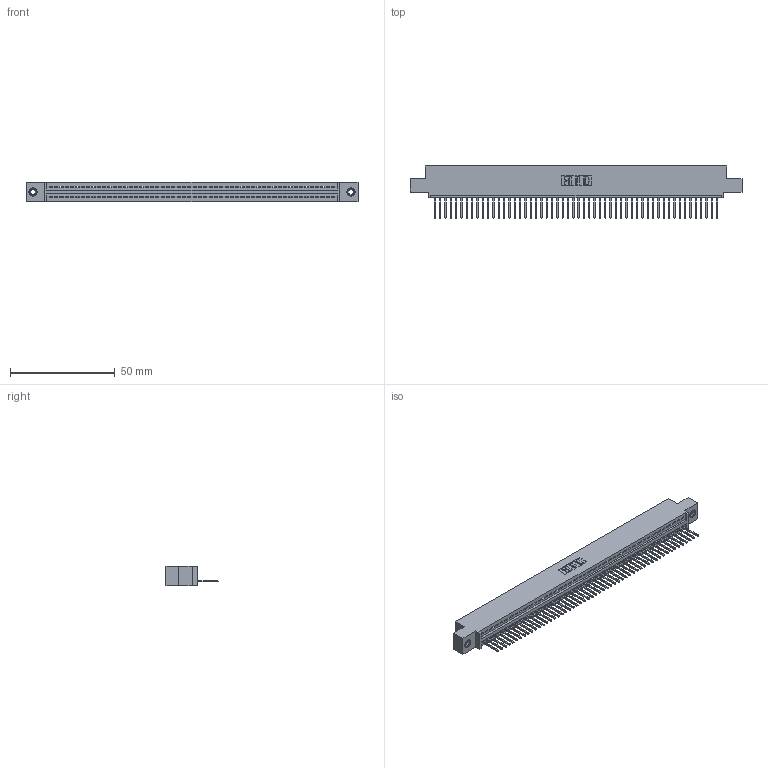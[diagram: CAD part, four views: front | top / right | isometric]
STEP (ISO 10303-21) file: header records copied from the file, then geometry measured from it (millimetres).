
FILE_DESCRIPTION (( 'STEP AP203' ), '1' );
FILE_NAME ('395-054-523-408.STEP', '2018-11-21T07:29:10', ( '' ), ( '' ), 'SwSTEP 2.0', 'SolidWorks 2016', '' );
FILE_SCHEMA (( 'CONFIG_CONTROL_DESIGN' ));
Length unit declared in the file: inch
Products named in the file (4): 345-292-001_345-293-123; 395-054-523-408; 345 Part_0.110 Offset - 0.156 Dia-TI; 345-250-001_345-250-003-102
Assembly tree (57 placements, depth 2):
  395-054-523-408
    345 Part_0.110 Offset - 0.156 Dia-TI
    345-292-001_345-293-123  x54
    345-250-001_345-250-003-102  x2
Bounding box: 158.37 x 24.82 x 9.4 mm (x, y, z)
Volume: 15039.6 mm3; surface area: 20309.2 mm2
Topology: 57 solids, 57 shells, 3322 faces, 9993 edges, 6582 vertices
Faces by surface type: plane 2276, cylinder 1030, cone 12, torus 4
Entity records: 40362 total; most frequent: CARTESIAN_POINT 6973, ORIENTED_EDGE 6954, DIRECTION 6099, EDGE_CURVE 3477, LINE 3109, VECTOR 3109, VERTEX_POINT 2312, AXIS2_PLACEMENT_3D 1495
